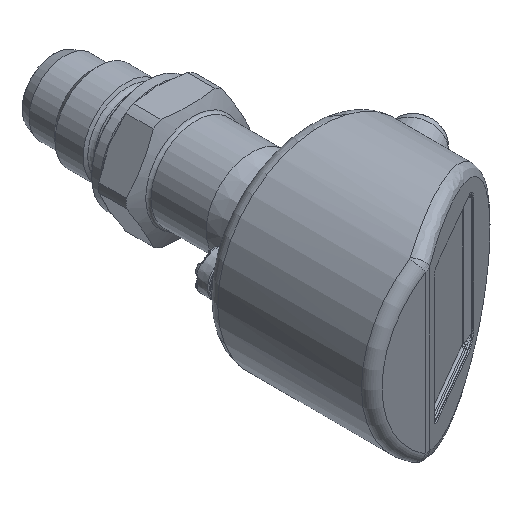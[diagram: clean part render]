
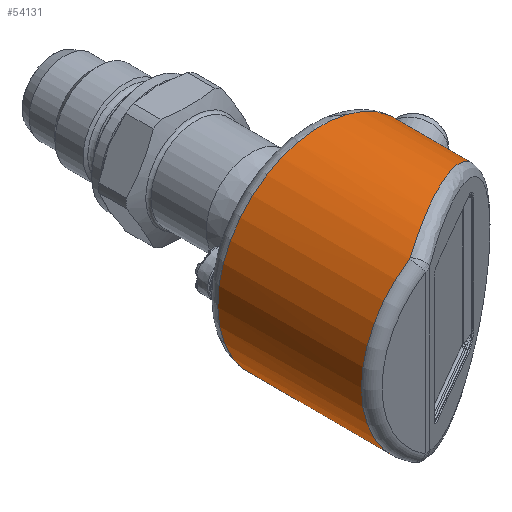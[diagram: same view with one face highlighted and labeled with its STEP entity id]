
A CAD part, isometric view. The second image highlights one B-rep face of the part: STEP entity #54131.
In plain terms, the highlighted cylindrical face has radius 25.2 mm (diameter 50.4 mm), a full revolution.
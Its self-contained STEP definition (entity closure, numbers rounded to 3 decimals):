
#515=ELLIPSE('',#56764,47.432,25.2);
#516=ELLIPSE('',#56773,28.404,25.2);
#1338=B_SPLINE_CURVE_WITH_KNOTS('',3,(#75310,#75311,#75312,#75313),
 .UNSPECIFIED.,.F.,.F.,(4,4),(0.,0.),.UNSPECIFIED.);
#1339=B_SPLINE_CURVE_WITH_KNOTS('',3,(#75315,#75316,#75317,#75318),
 .UNSPECIFIED.,.F.,.F.,(4,4),(0.,0.),.UNSPECIFIED.);
#3238=CYLINDRICAL_SURFACE('',#56772,25.2);
#11327=ORIENTED_EDGE('',*,*,#21293,.T.);
#11328=ORIENTED_EDGE('',*,*,#21290,.T.);
#11329=ORIENTED_EDGE('',*,*,#21294,.T.);
#11330=ORIENTED_EDGE('',*,*,#21295,.T.);
#11331=ORIENTED_EDGE('',*,*,#21288,.T.);
#11332=ORIENTED_EDGE('',*,*,#21287,.T.);
#21287=EDGE_CURVE('',#26508,#26507,#515,.F.);
#21288=EDGE_CURVE('',#26507,#26508,#29724,.T.);
#21290=EDGE_CURVE('',#26511,#26510,#29726,.T.);
#21293=EDGE_CURVE('',#26513,#26511,#1338,.T.);
#21294=EDGE_CURVE('',#26510,#26514,#1339,.T.);
#21295=EDGE_CURVE('',#26514,#26513,#516,.F.);
#26507=VERTEX_POINT('',#75216);
#26508=VERTEX_POINT('',#75243);
#26510=VERTEX_POINT('',#75303);
#26511=VERTEX_POINT('',#75305);
#26513=VERTEX_POINT('',#75314);
#26514=VERTEX_POINT('',#75319);
#29724=CIRCLE('',#56766,25.2);
#29726=CIRCLE('',#56769,25.2);
#31229=EDGE_LOOP('',(#11327,#11328,#11329,#11330));
#31230=EDGE_LOOP('',(#11331,#11332));
#33921=FACE_BOUND('',#31229,.T.);
#33922=FACE_BOUND('',#31230,.T.);
#54131=ADVANCED_FACE('',(#33921,#33922),#3238,.T.);
#56764=AXIS2_PLACEMENT_3D('',#75297,#61611,#61612);
#56766=AXIS2_PLACEMENT_3D('',#75299,#61615,#61616);
#56769=AXIS2_PLACEMENT_3D('',#75304,#61621,#61622);
#56772=AXIS2_PLACEMENT_3D('',#75309,#61627,#61628);
#56773=AXIS2_PLACEMENT_3D('',#75320,#61629,#61630);
#61611=DIRECTION('',(0.847,0.531,0.));
#61612=DIRECTION('',(0.531,-0.847,0.));
#61615=DIRECTION('',(0.,-1.,0.));
#61616=DIRECTION('',(0.,0.,-1.));
#61621=DIRECTION('',(0.,1.,0.));
#61622=DIRECTION('',(0.,0.,1.));
#61627=DIRECTION('',(0.,1.,0.));
#61628=DIRECTION('',(0.,0.,1.));
#61629=DIRECTION('',(0.461,-0.887,0.));
#61630=DIRECTION('',(0.887,0.461,0.));
#75216=CARTESIAN_POINT('',(23.517,-0.3,9.055));
#75243=CARTESIAN_POINT('',(23.517,-0.3,-9.055));
#75297=CARTESIAN_POINT('',(0.,37.2,0.));
#75299=CARTESIAN_POINT('',(0.,-0.3,0.));
#75303=CARTESIAN_POINT('',(-13.562,-35.2,21.24));
#75304=CARTESIAN_POINT('',(0.,-35.2,0.));
#75305=CARTESIAN_POINT('',(-13.562,-35.2,-21.24));
#75309=CARTESIAN_POINT('',(0.,-45.,0.));
#75310=CARTESIAN_POINT('',(-13.284,-35.133,-21.414));
#75311=CARTESIAN_POINT('',(-13.372,-35.179,-21.36));
#75312=CARTESIAN_POINT('',(-13.466,-35.2,-21.301));
#75313=CARTESIAN_POINT('',(-13.562,-35.2,-21.24));
#75314=CARTESIAN_POINT('',(-13.284,-35.133,-21.414));
#75315=CARTESIAN_POINT('',(-13.562,-35.2,21.24));
#75316=CARTESIAN_POINT('',(-13.466,-35.2,21.301));
#75317=CARTESIAN_POINT('',(-13.372,-35.179,21.36));
#75318=CARTESIAN_POINT('',(-13.284,-35.133,21.414));
#75319=CARTESIAN_POINT('',(-13.284,-35.133,21.414));
#75320=CARTESIAN_POINT('',(0.,-28.224,0.));
